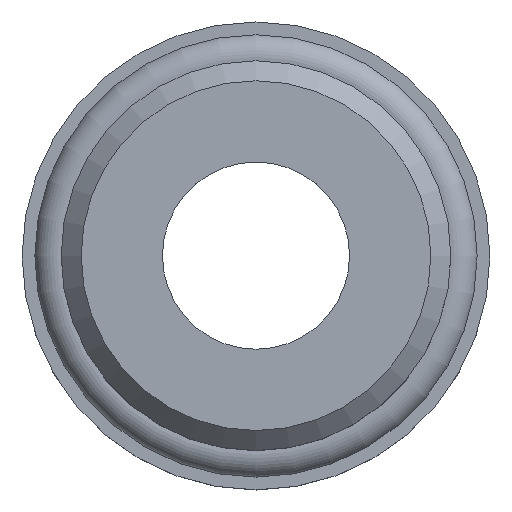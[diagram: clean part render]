
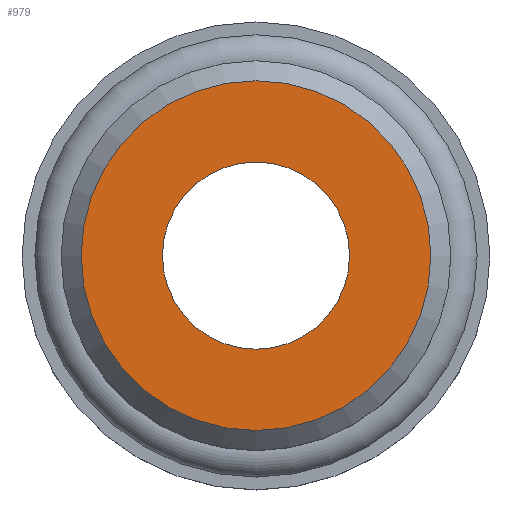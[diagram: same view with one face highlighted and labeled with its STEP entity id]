
A CAD part, top view. The second image highlights one B-rep face of the part: STEP entity #979.
In plain terms, the highlighted planar face has unit normal (0, 0, 1).
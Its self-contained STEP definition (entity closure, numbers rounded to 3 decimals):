
#151=ORIENTED_EDGE('',*,*,#315,.T.);
#152=ORIENTED_EDGE('',*,*,#316,.F.);
#315=EDGE_CURVE('',#391,#391,#437,.T.);
#316=EDGE_CURVE('',#392,#392,#438,.T.);
#391=VERTEX_POINT('',#1399);
#392=VERTEX_POINT('',#1401);
#437=CIRCLE('',#1040,4.);
#438=CIRCLE('',#1041,7.475);
#472=EDGE_LOOP('',(#151));
#473=EDGE_LOOP('',(#152));
#544=FACE_BOUND('',#472,.T.);
#545=FACE_BOUND('',#473,.T.);
#609=PLANE('',#1039);
#979=ADVANCED_FACE('',(#544,#545),#609,.T.);
#1039=AXIS2_PLACEMENT_3D('',#1397,#1143,#1144);
#1040=AXIS2_PLACEMENT_3D('',#1398,#1145,#1146);
#1041=AXIS2_PLACEMENT_3D('',#1400,#1147,#1148);
#1143=DIRECTION('',(0.,0.,1.));
#1144=DIRECTION('',(1.,0.,0.));
#1145=DIRECTION('',(0.,0.,-1.));
#1146=DIRECTION('',(-1.,0.,0.));
#1147=DIRECTION('',(0.,0.,-1.));
#1148=DIRECTION('',(-1.,0.,0.));
#1397=CARTESIAN_POINT('',(0.,7.475,25.));
#1398=CARTESIAN_POINT('',(0.,0.,25.));
#1399=CARTESIAN_POINT('',(-4.,0.,25.));
#1400=CARTESIAN_POINT('',(0.,0.,25.));
#1401=CARTESIAN_POINT('',(-7.475,0.,25.));
